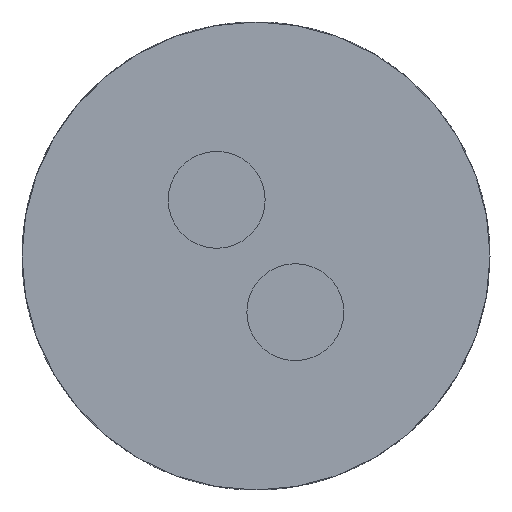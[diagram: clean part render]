
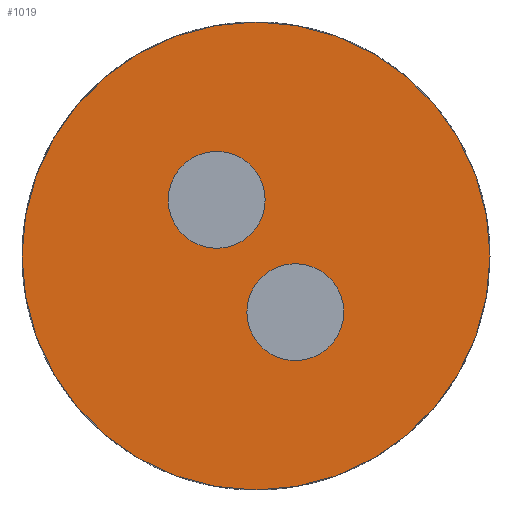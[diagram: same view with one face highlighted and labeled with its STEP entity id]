
A CAD part, left-side view. The second image highlights one B-rep face of the part: STEP entity #1019.
In plain terms, the highlighted planar face has unit normal (-1, 0, 0).
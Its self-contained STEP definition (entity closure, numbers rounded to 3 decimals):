
#19=FACE_BOUND('',#310,.T.);
#20=FACE_BOUND('',#311,.T.);
#239=FACE_OUTER_BOUND('',#309,.T.);
#309=EDGE_LOOP('',(#936));
#310=EDGE_LOOP('',(#937));
#311=EDGE_LOOP('',(#938));
#378=CIRCLE('',#1126,1.45);
#379=CIRCLE('',#1128,1.45);
#380=CIRCLE('',#1130,7.);
#468=VERTEX_POINT('',#3322);
#469=VERTEX_POINT('',#3326);
#470=VERTEX_POINT('',#3330);
#621=EDGE_CURVE('',#468,#468,#378,.T.);
#623=EDGE_CURVE('',#469,#469,#379,.T.);
#625=EDGE_CURVE('',#470,#470,#380,.T.);
#936=ORIENTED_EDGE('',*,*,#625,.T.);
#937=ORIENTED_EDGE('',*,*,#623,.T.);
#938=ORIENTED_EDGE('',*,*,#621,.T.);
#949=PLANE('',#1131);
#1019=ADVANCED_FACE('',(#239,#19,#20),#949,.F.);
#1126=AXIS2_PLACEMENT_3D('',#3323,#1319,#1320);
#1128=AXIS2_PLACEMENT_3D('',#3327,#1324,#1325);
#1130=AXIS2_PLACEMENT_3D('',#3331,#1329,#1330);
#1131=AXIS2_PLACEMENT_3D('',#3333,#1332,#1333);
#1319=DIRECTION('center_axis',(1.,0.,0.));
#1320=DIRECTION('ref_axis',(0.,1.,0.));
#1324=DIRECTION('center_axis',(1.,0.,0.));
#1325=DIRECTION('ref_axis',(0.,1.,0.));
#1329=DIRECTION('center_axis',(-1.,0.,0.));
#1330=DIRECTION('ref_axis',(0.,1.,0.));
#1332=DIRECTION('center_axis',(1.,0.,0.));
#1333=DIRECTION('ref_axis',(0.,1.,0.));
#3322=CARTESIAN_POINT('',(10.546,8.233,11.012));
#3323=CARTESIAN_POINT('Origin',(10.546,9.683,11.012));
#3326=CARTESIAN_POINT('',(10.546,10.585,14.371));
#3327=CARTESIAN_POINT('Origin',(10.546,12.035,14.371));
#3330=CARTESIAN_POINT('',(10.546,3.859,12.691));
#3331=CARTESIAN_POINT('Origin',(10.546,10.859,12.691));
#3333=CARTESIAN_POINT('Origin',(10.546,10.859,12.691));
